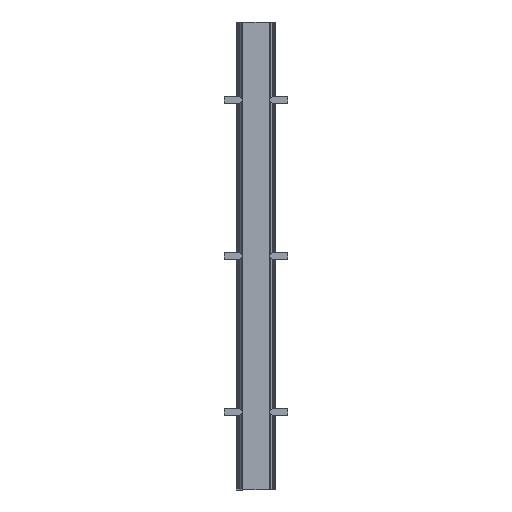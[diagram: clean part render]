
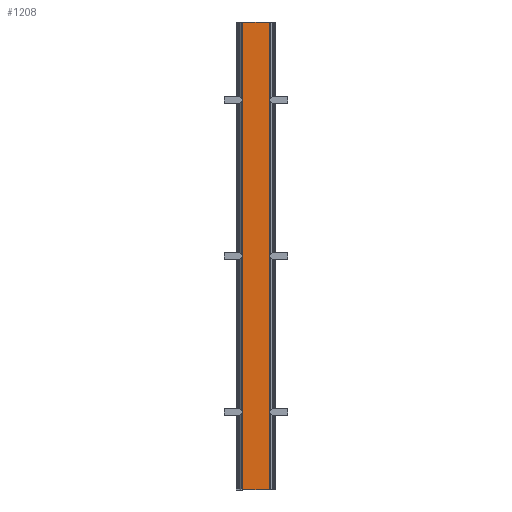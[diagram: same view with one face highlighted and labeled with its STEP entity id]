
A CAD part, front view. The second image highlights one B-rep face of the part: STEP entity #1208.
In plain terms, the highlighted planar face has unit normal (0, -1, 0).
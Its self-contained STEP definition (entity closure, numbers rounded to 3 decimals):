
#517 = CARTESIAN_POINT ( 'NONE',  ( -70.5, 0., -2399. ) ) ;
#701 = LINE ( 'NONE', #2602, #2826 ) ;
#840 = DIRECTION ( 'NONE',  ( 0., 0., 1. ) ) ;
#1208 = ADVANCED_FACE ( 'NONE', ( #3529 ), #11168, .T. ) ;
#1294 = VECTOR ( 'NONE', #5167, 1000. ) ;
#1497 = ORIENTED_EDGE ( 'NONE', *, *, #9653, .T. ) ;
#1533 = EDGE_CURVE ( 'NONE', #9666, #7000, #701, .T. ) ;
#1738 = VECTOR ( 'NONE', #1779, 1000. ) ;
#1779 = DIRECTION ( 'NONE',  ( 0., 0., -1. ) ) ;
#2228 = CARTESIAN_POINT ( 'NONE',  ( -67.5, 0., -2399. ) ) ;
#2327 = DIRECTION ( 'NONE',  ( 0., -1., 0. ) ) ;
#2602 = CARTESIAN_POINT ( 'NONE',  ( 67.5, 0., 0. ) ) ;
#2826 = VECTOR ( 'NONE', #840, 1000. ) ;
#3248 = AXIS2_PLACEMENT_3D ( 'NONE', #517, #2327, #8549 ) ;
#3529 = FACE_OUTER_BOUND ( 'NONE', #4304, .T. ) ;
#3585 = CARTESIAN_POINT ( 'NONE',  ( 67.5, 0., -2399. ) ) ;
#3687 = LINE ( 'NONE', #4281, #1294 ) ;
#3850 = LINE ( 'NONE', #7077, #1738 ) ;
#3919 = LINE ( 'NONE', #6616, #8622 ) ;
#4281 = CARTESIAN_POINT ( 'NONE',  ( -70.5, 0., 0. ) ) ;
#4304 = EDGE_LOOP ( 'NONE', ( #8849, #5729, #10742, #1497 ) ) ;
#5156 = EDGE_CURVE ( 'NONE', #9106, #7000, #3687, .T. ) ;
#5167 = DIRECTION ( 'NONE',  ( 1., 0., 0. ) ) ;
#5729 = ORIENTED_EDGE ( 'NONE', *, *, #1533, .T. ) ;
#6615 = EDGE_CURVE ( 'NONE', #7336, #9666, #3919, .T. ) ;
#6616 = CARTESIAN_POINT ( 'NONE',  ( -70.5, 0., -2399. ) ) ;
#7000 = VERTEX_POINT ( 'NONE', #7034 ) ;
#7034 = CARTESIAN_POINT ( 'NONE',  ( 67.5, 0., 0. ) ) ;
#7077 = CARTESIAN_POINT ( 'NONE',  ( -67.5, 0., -2399. ) ) ;
#7336 = VERTEX_POINT ( 'NONE', #2228 ) ;
#7531 = DIRECTION ( 'NONE',  ( 1., 0., 0. ) ) ;
#8549 = DIRECTION ( 'NONE',  ( 0., 0., -1. ) ) ;
#8622 = VECTOR ( 'NONE', #7531, 1000. ) ;
#8849 = ORIENTED_EDGE ( 'NONE', *, *, #6615, .T. ) ;
#9106 = VERTEX_POINT ( 'NONE', #9133 ) ;
#9133 = CARTESIAN_POINT ( 'NONE',  ( -67.5, 0., 0. ) ) ;
#9653 = EDGE_CURVE ( 'NONE', #9106, #7336, #3850, .T. ) ;
#9666 = VERTEX_POINT ( 'NONE', #3585 ) ;
#10742 = ORIENTED_EDGE ( 'NONE', *, *, #5156, .F. ) ;
#11168 = PLANE ( 'NONE',  #3248 ) ;
